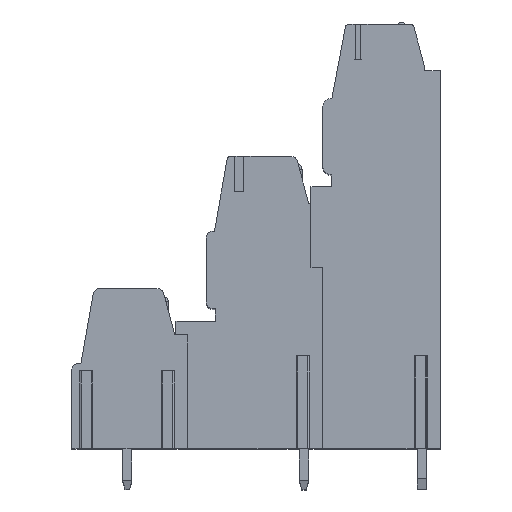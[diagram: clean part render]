
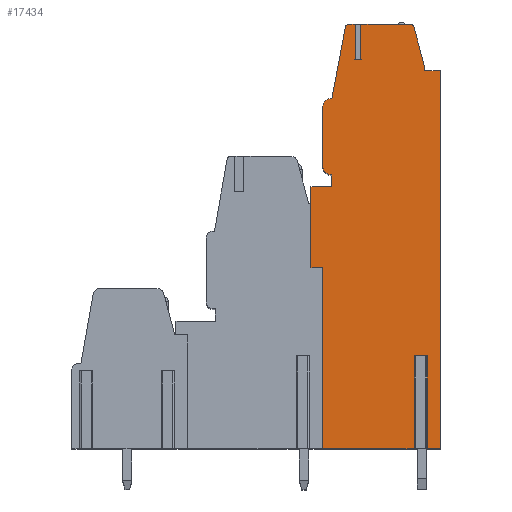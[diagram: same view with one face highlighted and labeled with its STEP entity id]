
A CAD part, top view. The second image highlights one B-rep face of the part: STEP entity #17434.
In plain terms, the highlighted planar face has unit normal (0, 0, 1).
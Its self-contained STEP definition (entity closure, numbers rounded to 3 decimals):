
#13=DIRECTION('',(0.,1.,0.));
#14=VECTOR('',#13,15.6);
#15=CARTESIAN_POINT('',(1.,-19.1,38.1));
#16=LINE('',#15,#14);
#17=DIRECTION('',(1.,0.,0.));
#18=VECTOR('',#17,1.);
#19=CARTESIAN_POINT('',(0.,-3.5,38.1));
#20=LINE('',#19,#18);
#21=DIRECTION('',(-1.,0.,0.));
#22=VECTOR('',#21,1.8);
#23=CARTESIAN_POINT('',(1.8,3.5,38.1));
#24=LINE('',#23,#22);
#25=DIRECTION('',(0.,-1.,0.));
#26=VECTOR('',#25,1.);
#27=CARTESIAN_POINT('',(1.8,4.5,38.1));
#28=LINE('',#27,#26);
#29=CARTESIAN_POINT('',(1.8,5.3,38.1));
#30=DIRECTION('',(0.,0.,1.));
#31=DIRECTION('',(-1.,0.,0.));
#32=AXIS2_PLACEMENT_3D('',#29,#30,#31);
#34=DIRECTION('',(0.,-1.,0.));
#35=VECTOR('',#34,5.);
#36=CARTESIAN_POINT('',(1.,10.3,38.1));
#37=LINE('',#36,#35);
#38=CARTESIAN_POINT('',(1.8,10.3,38.1));
#39=DIRECTION('',(0.,0.,1.));
#40=DIRECTION('',(0.,1.,0.));
#41=AXIS2_PLACEMENT_3D('',#38,#39,#40);
#43=DIRECTION('',(-0.186,-0.983,0.));
#44=VECTOR('',#43,6.265);
#45=CARTESIAN_POINT('',(2.964,17.256,38.1));
#46=LINE('',#45,#44);
#47=CARTESIAN_POINT('',(3.259,17.2,38.1));
#48=DIRECTION('',(0.,0.,1.));
#49=DIRECTION('',(0.,1.,0.));
#50=AXIS2_PLACEMENT_3D('',#47,#48,#49);
#52=DIRECTION('',(-1.,0.,0.));
#53=VECTOR('',#52,0.551);
#54=CARTESIAN_POINT('',(3.81,17.5,38.1));
#55=LINE('',#54,#53);
#56=DIRECTION('',(0.,-1.,0.));
#57=VECTOR('',#56,3.05);
#58=CARTESIAN_POINT('',(3.81,17.5,38.1));
#59=LINE('',#58,#57);
#60=DIRECTION('',(1.,0.,0.));
#61=VECTOR('',#60,0.5);
#62=CARTESIAN_POINT('',(3.81,14.45,38.1));
#63=LINE('',#62,#61);
#64=DIRECTION('',(0.,-1.,0.));
#65=VECTOR('',#64,3.05);
#66=CARTESIAN_POINT('',(4.31,17.5,38.1));
#67=LINE('',#66,#65);
#68=DIRECTION('',(-1.,0.,0.));
#69=VECTOR('',#68,4.27);
#70=CARTESIAN_POINT('',(8.58,17.5,38.1));
#71=LINE('',#70,#69);
#72=CARTESIAN_POINT('',(8.58,17.2,38.1));
#73=DIRECTION('',(0.,0.,1.));
#74=DIRECTION('',(0.965,0.261,0.));
#75=AXIS2_PLACEMENT_3D('',#72,#73,#74);
#77=DIRECTION('',(-0.261,0.965,0.));
#78=VECTOR('',#77,3.539);
#79=CARTESIAN_POINT('',(9.792,13.861,38.1));
#80=LINE('',#79,#78);
#81=DIRECTION('',(-0.035,0.999,0.));
#82=VECTOR('',#81,0.361);
#83=CARTESIAN_POINT('',(9.805,13.5,38.1));
#84=LINE('',#83,#82);
#85=DIRECTION('',(-1.,0.,0.));
#86=VECTOR('',#85,1.355);
#87=CARTESIAN_POINT('',(11.16,13.5,38.1));
#88=LINE('',#87,#86);
#89=DIRECTION('',(0.,1.,0.));
#90=VECTOR('',#89,32.6);
#91=CARTESIAN_POINT('',(11.16,-19.1,38.1));
#92=LINE('',#91,#90);
#93=DIRECTION('',(1.,0.,0.));
#94=VECTOR('',#93,1.39);
#95=CARTESIAN_POINT('',(9.77,-19.1,38.1));
#96=LINE('',#95,#94);
#97=DIRECTION('',(0.,1.,0.));
#98=VECTOR('',#97,8.);
#99=CARTESIAN_POINT('',(9.77,-19.1,38.1));
#100=LINE('',#99,#98);
#101=DIRECTION('',(-1.,0.,0.));
#102=VECTOR('',#101,0.62);
#103=CARTESIAN_POINT('',(9.77,-11.1,38.1));
#104=LINE('',#103,#102);
#105=DIRECTION('',(0.,1.,0.));
#106=VECTOR('',#105,8.);
#107=CARTESIAN_POINT('',(9.15,-19.1,38.1));
#108=LINE('',#107,#106);
#109=DIRECTION('',(1.,0.,0.));
#110=VECTOR('',#109,8.15);
#111=CARTESIAN_POINT('',(1.,-19.1,38.1));
#112=LINE('',#111,#110);
#2304=DIRECTION('',(0.,-1.,0.));
#2305=VECTOR('',#2304,7.);
#2306=CARTESIAN_POINT('',(0.,3.5,38.1));
#2307=LINE('',#2306,#2305);
#13675=CARTESIAN_POINT('',(11.16,-19.1,38.1));
#13676=CARTESIAN_POINT('',(11.16,13.5,38.1));
#13677=VERTEX_POINT('',#13675);
#13678=VERTEX_POINT('',#13676);
#13679=CARTESIAN_POINT('',(9.805,13.5,38.1));
#13680=VERTEX_POINT('',#13679);
#13681=CARTESIAN_POINT('',(9.792,13.861,38.1));
#13682=VERTEX_POINT('',#13681);
#13683=CARTESIAN_POINT('',(8.87,17.278,38.1));
#13684=VERTEX_POINT('',#13683);
#13685=CARTESIAN_POINT('',(8.58,17.5,38.1));
#13686=VERTEX_POINT('',#13685);
#13687=CARTESIAN_POINT('',(3.259,17.5,38.1));
#13688=CARTESIAN_POINT('',(2.964,17.256,38.1));
#13689=VERTEX_POINT('',#13687);
#13690=VERTEX_POINT('',#13688);
#13691=CARTESIAN_POINT('',(1.8,11.1,38.1));
#13692=VERTEX_POINT('',#13691);
#13693=CARTESIAN_POINT('',(1.,10.3,38.1));
#13694=VERTEX_POINT('',#13693);
#13695=CARTESIAN_POINT('',(1.,5.3,38.1));
#13696=VERTEX_POINT('',#13695);
#13697=CARTESIAN_POINT('',(1.8,4.5,38.1));
#13698=VERTEX_POINT('',#13697);
#13699=CARTESIAN_POINT('',(1.8,3.5,38.1));
#13700=VERTEX_POINT('',#13699);
#13701=CARTESIAN_POINT('',(0.,3.5,38.1));
#13702=VERTEX_POINT('',#13701);
#13787=CARTESIAN_POINT('',(9.77,-11.1,38.1));
#13788=CARTESIAN_POINT('',(9.15,-11.1,38.1));
#13789=VERTEX_POINT('',#13787);
#13790=VERTEX_POINT('',#13788);
#13791=CARTESIAN_POINT('',(9.77,-19.1,38.1));
#13792=VERTEX_POINT('',#13791);
#13793=CARTESIAN_POINT('',(9.15,-19.1,38.1));
#13794=VERTEX_POINT('',#13793);
#13795=CARTESIAN_POINT('',(1.,-19.1,38.1));
#13796=VERTEX_POINT('',#13795);
#13833=CARTESIAN_POINT('',(3.81,14.45,38.1));
#13834=CARTESIAN_POINT('',(4.31,14.45,38.1));
#13835=VERTEX_POINT('',#13833);
#13836=VERTEX_POINT('',#13834);
#13837=CARTESIAN_POINT('',(3.81,17.5,38.1));
#13838=VERTEX_POINT('',#13837);
#13843=CARTESIAN_POINT('',(4.31,17.5,38.1));
#13844=VERTEX_POINT('',#13843);
#16025=CARTESIAN_POINT('',(1.,-3.5,38.1));
#16026=VERTEX_POINT('',#16025);
#16027=CARTESIAN_POINT('',(0.,-3.5,38.1));
#16028=VERTEX_POINT('',#16027);
#17377=CARTESIAN_POINT('',(0.,0.,38.1));
#17378=DIRECTION('',(0.,0.,1.));
#17379=DIRECTION('',(1.,0.,0.));
#17380=AXIS2_PLACEMENT_3D('',#17377,#17378,#17379);
#17381=PLANE('',#17380);
#17383=ORIENTED_EDGE('',*,*,#17382,.T.);
#17385=ORIENTED_EDGE('',*,*,#17384,.F.);
#17387=ORIENTED_EDGE('',*,*,#17386,.F.);
#17389=ORIENTED_EDGE('',*,*,#17388,.F.);
#17391=ORIENTED_EDGE('',*,*,#17390,.F.);
#17393=ORIENTED_EDGE('',*,*,#17392,.F.);
#17395=ORIENTED_EDGE('',*,*,#17394,.F.);
#17397=ORIENTED_EDGE('',*,*,#17396,.F.);
#17399=ORIENTED_EDGE('',*,*,#17398,.F.);
#17401=ORIENTED_EDGE('',*,*,#17400,.F.);
#17403=ORIENTED_EDGE('',*,*,#17402,.F.);
#17405=ORIENTED_EDGE('',*,*,#17404,.T.);
#17407=ORIENTED_EDGE('',*,*,#17406,.T.);
#17409=ORIENTED_EDGE('',*,*,#17408,.F.);
#17411=ORIENTED_EDGE('',*,*,#17410,.F.);
#17413=ORIENTED_EDGE('',*,*,#17412,.F.);
#17415=ORIENTED_EDGE('',*,*,#17414,.F.);
#17417=ORIENTED_EDGE('',*,*,#17416,.F.);
#17419=ORIENTED_EDGE('',*,*,#17418,.F.);
#17421=ORIENTED_EDGE('',*,*,#17420,.F.);
#17423=ORIENTED_EDGE('',*,*,#17422,.F.);
#17425=ORIENTED_EDGE('',*,*,#17424,.T.);
#17427=ORIENTED_EDGE('',*,*,#17426,.T.);
#17429=ORIENTED_EDGE('',*,*,#17428,.F.);
#17431=ORIENTED_EDGE('',*,*,#17430,.F.);
#17432=EDGE_LOOP('',(#17383,#17385,#17387,#17389,#17391,#17393,#17395,#17397,
#17399,#17401,#17403,#17405,#17407,#17409,#17411,#17413,#17415,#17417,#17419,
#17421,#17423,#17425,#17427,#17429,#17431));
#17433=FACE_OUTER_BOUND('',#17432,.F.);
#33=CIRCLE('',#32,0.8);
#42=CIRCLE('',#41,0.8);
#51=CIRCLE('',#50,0.3);
#76=CIRCLE('',#75,0.3);
#17382=EDGE_CURVE('',#13796,#16026,#16,.T.);
#17384=EDGE_CURVE('',#16028,#16026,#20,.T.);
#17386=EDGE_CURVE('',#13702,#16028,#2307,.T.);
#17388=EDGE_CURVE('',#13700,#13702,#24,.T.);
#17390=EDGE_CURVE('',#13698,#13700,#28,.T.);
#17392=EDGE_CURVE('',#13696,#13698,#33,.T.);
#17394=EDGE_CURVE('',#13694,#13696,#37,.T.);
#17396=EDGE_CURVE('',#13692,#13694,#42,.T.);
#17398=EDGE_CURVE('',#13690,#13692,#46,.T.);
#17400=EDGE_CURVE('',#13689,#13690,#51,.T.);
#17402=EDGE_CURVE('',#13838,#13689,#55,.T.);
#17404=EDGE_CURVE('',#13838,#13835,#59,.T.);
#17406=EDGE_CURVE('',#13835,#13836,#63,.T.);
#17408=EDGE_CURVE('',#13844,#13836,#67,.T.);
#17410=EDGE_CURVE('',#13686,#13844,#71,.T.);
#17412=EDGE_CURVE('',#13684,#13686,#76,.T.);
#17414=EDGE_CURVE('',#13682,#13684,#80,.T.);
#17416=EDGE_CURVE('',#13680,#13682,#84,.T.);
#17418=EDGE_CURVE('',#13678,#13680,#88,.T.);
#17420=EDGE_CURVE('',#13677,#13678,#92,.T.);
#17422=EDGE_CURVE('',#13792,#13677,#96,.T.);
#17424=EDGE_CURVE('',#13792,#13789,#100,.T.);
#17426=EDGE_CURVE('',#13789,#13790,#104,.T.);
#17428=EDGE_CURVE('',#13794,#13790,#108,.T.);
#17430=EDGE_CURVE('',#13796,#13794,#112,.T.);
#17434=ADVANCED_FACE('',(#17433),#17381,.T.);
